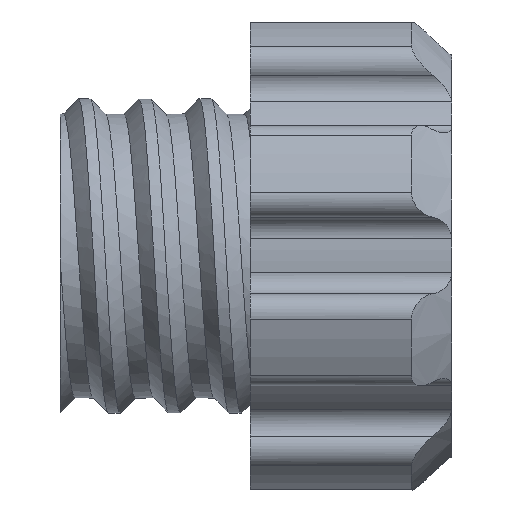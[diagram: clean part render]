
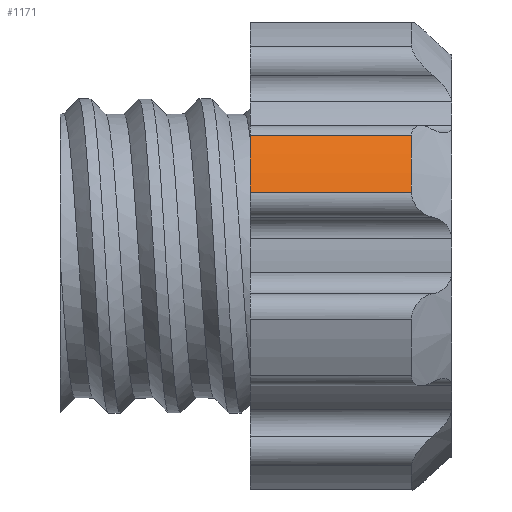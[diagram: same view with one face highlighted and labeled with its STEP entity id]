
A CAD part, top view. The second image highlights one B-rep face of the part: STEP entity #1171.
In plain terms, the highlighted cylindrical face has radius 6 mm (diameter 12 mm), a partial arc.
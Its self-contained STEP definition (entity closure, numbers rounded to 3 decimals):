
#78=FACE_OUTER_BOUND('',#148,.T.);
#148=EDGE_LOOP('',(#946,#947,#948,#949));
#205=CIRCLE('',#1251,6.);
#240=CIRCLE('',#1324,6.);
#338=LINE('',#2548,#392);
#340=LINE('',#2553,#394);
#392=VECTOR('',#1622,10.);
#394=VECTOR('',#1628,10.);
#457=VERTEX_POINT('',#1974);
#458=VERTEX_POINT('',#1976);
#511=VERTEX_POINT('',#2535);
#512=VERTEX_POINT('',#2551);
#578=EDGE_CURVE('',#457,#458,#205,.T.);
#669=EDGE_CURVE('',#511,#457,#338,.T.);
#671=EDGE_CURVE('',#512,#511,#240,.T.);
#672=EDGE_CURVE('',#458,#512,#340,.T.);
#946=ORIENTED_EDGE('',*,*,#669,.F.);
#947=ORIENTED_EDGE('',*,*,#671,.F.);
#948=ORIENTED_EDGE('',*,*,#672,.F.);
#949=ORIENTED_EDGE('',*,*,#578,.F.);
#1108=CYLINDRICAL_SURFACE('',#1323,6.);
#1171=ADVANCED_FACE('',(#78),#1108,.T.);
#1251=AXIS2_PLACEMENT_3D('',#1977,#1448,#1449);
#1323=AXIS2_PLACEMENT_3D('',#2550,#1624,#1625);
#1324=AXIS2_PLACEMENT_3D('',#2552,#1626,#1627);
#1448=DIRECTION('center_axis',(-1.,0.,0.));
#1449=DIRECTION('ref_axis',(0.,1.,0.));
#1622=DIRECTION('',(-1.,0.,0.));
#1624=DIRECTION('center_axis',(1.,0.,0.));
#1625=DIRECTION('ref_axis',(0.,1.,0.));
#1626=DIRECTION('center_axis',(1.,0.,0.));
#1627=DIRECTION('ref_axis',(0.,1.,0.));
#1628=DIRECTION('',(1.,0.,0.));
#1974=CARTESIAN_POINT('',(165.,-6.425,87.79));
#1976=CARTESIAN_POINT('',(165.,-5.02,87.207));
#1977=CARTESIAN_POINT('Origin',(165.,-8.,82.));
#2535=CARTESIAN_POINT('',(169.,-6.425,87.79));
#2548=CARTESIAN_POINT('',(165.,-6.425,87.79));
#2550=CARTESIAN_POINT('Origin',(165.,-8.,82.));
#2551=CARTESIAN_POINT('',(169.,-5.02,87.207));
#2552=CARTESIAN_POINT('Origin',(169.,-8.,82.));
#2553=CARTESIAN_POINT('',(165.,-5.02,87.207));
